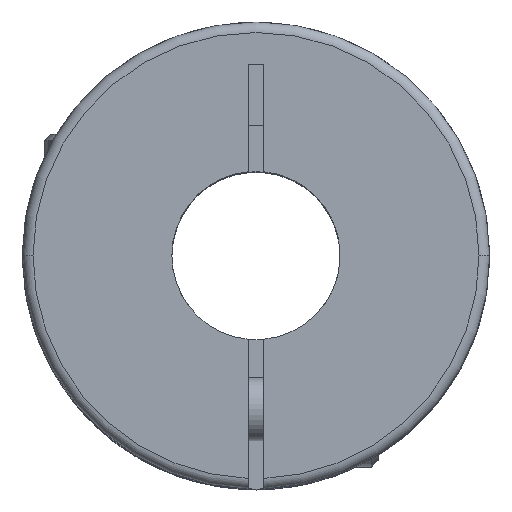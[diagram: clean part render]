
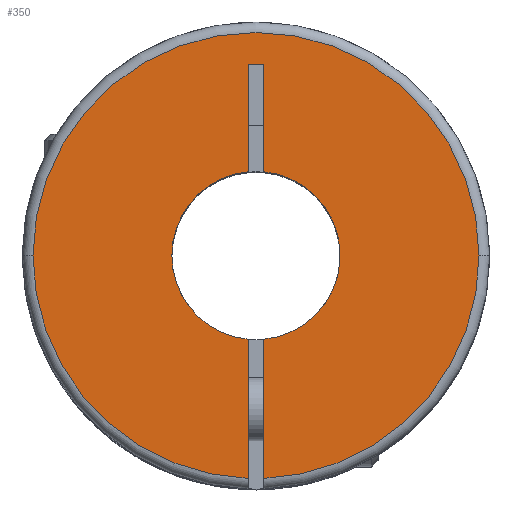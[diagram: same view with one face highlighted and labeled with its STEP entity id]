
A CAD part, top view. The second image highlights one B-rep face of the part: STEP entity #350.
In plain terms, the highlighted planar face has unit normal (0, 0, 1).
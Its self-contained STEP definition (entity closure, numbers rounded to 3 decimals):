
#90 = ORIENTED_EDGE ( 'NONE', *, *, #3167, .T. ) ;
#110 = CARTESIAN_POINT ( 'NONE',  ( -0.375, 9.1, 0. ) ) ;
#121 = VERTEX_POINT ( 'NONE', #769 ) ;
#198 = CARTESIAN_POINT ( 'NONE',  ( 0., 0., 0. ) ) ;
#230 = CIRCLE ( 'NONE', #2105, 10.6 ) ;
#241 = EDGE_CURVE ( 'NONE', #2501, #1259, #1207, .T. ) ;
#253 = PLANE ( 'NONE',  #1602 ) ;
#255 = DIRECTION ( 'NONE',  ( 0., 0., -1. ) ) ;
#289 = DIRECTION ( 'NONE',  ( -1., 0., 0. ) ) ;
#342 = CARTESIAN_POINT ( 'NONE',  ( 0., 0., 0. ) ) ;
#350 = ADVANCED_FACE ( 'NONE', ( #1631 ), #253, .F. ) ;
#407 = CARTESIAN_POINT ( 'NONE',  ( 0.375, 3.982, 0. ) ) ;
#461 = CARTESIAN_POINT ( 'NONE',  ( 0.375, 9.1, 0. ) ) ;
#521 = VERTEX_POINT ( 'NONE', #407 ) ;
#676 = LINE ( 'NONE', #1096, #3747 ) ;
#747 = CARTESIAN_POINT ( 'NONE',  ( 0., 0., 0. ) ) ;
#758 = ORIENTED_EDGE ( 'NONE', *, *, #241, .F. ) ;
#769 = CARTESIAN_POINT ( 'NONE',  ( -10.6, 0., 0. ) ) ;
#929 = DIRECTION ( 'NONE',  ( 0., 0., -1. ) ) ;
#949 = DIRECTION ( 'NONE',  ( 0., 0., -1. ) ) ;
#985 = EDGE_CURVE ( 'NONE', #521, #3791, #676, .T. ) ;
#1096 = CARTESIAN_POINT ( 'NONE',  ( 0.375, -11.1, 0. ) ) ;
#1144 = VECTOR ( 'NONE', #2674, 1000. ) ;
#1207 = LINE ( 'NONE', #3974, #2751 ) ;
#1221 = CARTESIAN_POINT ( 'NONE',  ( 10.6, 0., 0. ) ) ;
#1259 = VERTEX_POINT ( 'NONE', #2782 ) ;
#1374 = VERTEX_POINT ( 'NONE', #2755 ) ;
#1404 = AXIS2_PLACEMENT_3D ( 'NONE', #198, #929, #3310 ) ;
#1423 = EDGE_CURVE ( 'NONE', #121, #4206, #3671, .T. ) ;
#1455 = EDGE_CURVE ( 'NONE', #4206, #2501, #230, .T. ) ;
#1542 = CARTESIAN_POINT ( 'NONE',  ( -0.375, -10.593, 0. ) ) ;
#1560 = EDGE_CURVE ( 'NONE', #2223, #4409, #3384, .T. ) ;
#1599 = CIRCLE ( 'NONE', #3883, 4. ) ;
#1602 = AXIS2_PLACEMENT_3D ( 'NONE', #1701, #949, #4411 ) ;
#1622 = ORIENTED_EDGE ( 'NONE', *, *, #1560, .T. ) ;
#1631 = FACE_OUTER_BOUND ( 'NONE', #3991, .T. ) ;
#1680 = DIRECTION ( 'NONE',  ( 0., 0., -1. ) ) ;
#1701 = CARTESIAN_POINT ( 'NONE',  ( 0., 0., 0. ) ) ;
#1723 = DIRECTION ( 'NONE',  ( -1., 0., 0. ) ) ;
#1748 = AXIS2_PLACEMENT_3D ( 'NONE', #342, #255, #1723 ) ;
#1769 = DIRECTION ( 'NONE',  ( -1., 0., 0. ) ) ;
#1940 = ORIENTED_EDGE ( 'NONE', *, *, #4178, .F. ) ;
#1946 = EDGE_CURVE ( 'NONE', #3279, #2223, #2767, .T. ) ;
#1972 = CARTESIAN_POINT ( 'NONE',  ( 0., 0., 0. ) ) ;
#2005 = LINE ( 'NONE', #3366, #4203 ) ;
#2095 = DIRECTION ( 'NONE',  ( 0., 1., 0. ) ) ;
#2105 = AXIS2_PLACEMENT_3D ( 'NONE', #1972, #1680, #3042 ) ;
#2112 = ORIENTED_EDGE ( 'NONE', *, *, #985, .F. ) ;
#2210 = CARTESIAN_POINT ( 'NONE',  ( 0., 0., 0. ) ) ;
#2222 = DIRECTION ( 'NONE',  ( 0., 0., -1. ) ) ;
#2223 = VERTEX_POINT ( 'NONE', #3772 ) ;
#2260 = ORIENTED_EDGE ( 'NONE', *, *, #3260, .F. ) ;
#2278 = DIRECTION ( 'NONE',  ( 0., 0., -1. ) ) ;
#2485 = DIRECTION ( 'NONE',  ( 0., 0., -1. ) ) ;
#2501 = VERTEX_POINT ( 'NONE', #2548 ) ;
#2515 = ORIENTED_EDGE ( 'NONE', *, *, #1455, .F. ) ;
#2548 = CARTESIAN_POINT ( 'NONE',  ( 0.375, -10.593, 0. ) ) ;
#2567 = CARTESIAN_POINT ( 'NONE',  ( 0., 0., 0. ) ) ;
#2582 = DIRECTION ( 'NONE',  ( 0., 1., 0. ) ) ;
#2674 = DIRECTION ( 'NONE',  ( 0., -1., 0. ) ) ;
#2751 = VECTOR ( 'NONE', #2582, 1000. ) ;
#2755 = CARTESIAN_POINT ( 'NONE',  ( -0.375, 9.1, 0. ) ) ;
#2767 = CIRCLE ( 'NONE', #1404, 4. ) ;
#2782 = CARTESIAN_POINT ( 'NONE',  ( 0.375, -3.982, 0. ) ) ;
#2793 = EDGE_CURVE ( 'NONE', #3791, #1374, #2005, .T. ) ;
#2829 = DIRECTION ( 'NONE',  ( 0., -1., 0. ) ) ;
#2939 = VERTEX_POINT ( 'NONE', #1542 ) ;
#2958 = CARTESIAN_POINT ( 'NONE',  ( -0.375, -3.982, 0. ) ) ;
#3042 = DIRECTION ( 'NONE',  ( -1., 0., 0. ) ) ;
#3065 = EDGE_CURVE ( 'NONE', #3279, #2939, #4246, .T. ) ;
#3167 = EDGE_CURVE ( 'NONE', #521, #1259, #1599, .T. ) ;
#3172 = AXIS2_PLACEMENT_3D ( 'NONE', #747, #2485, #1769 ) ;
#3201 = CIRCLE ( 'NONE', #4045, 10.6 ) ;
#3237 = ORIENTED_EDGE ( 'NONE', *, *, #3065, .F. ) ;
#3260 = EDGE_CURVE ( 'NONE', #1374, #4409, #3939, .T. ) ;
#3279 = VERTEX_POINT ( 'NONE', #2958 ) ;
#3310 = DIRECTION ( 'NONE',  ( -1., 0., 0. ) ) ;
#3339 = ORIENTED_EDGE ( 'NONE', *, *, #1423, .F. ) ;
#3366 = CARTESIAN_POINT ( 'NONE',  ( 0.375, 9.1, 0. ) ) ;
#3384 = CIRCLE ( 'NONE', #3172, 4. ) ;
#3455 = ORIENTED_EDGE ( 'NONE', *, *, #1946, .T. ) ;
#3515 = ORIENTED_EDGE ( 'NONE', *, *, #2793, .F. ) ;
#3585 = DIRECTION ( 'NONE',  ( -1., 0., 0. ) ) ;
#3671 = CIRCLE ( 'NONE', #1748, 10.6 ) ;
#3747 = VECTOR ( 'NONE', #2095, 1000. ) ;
#3772 = CARTESIAN_POINT ( 'NONE',  ( -4., 0., 0. ) ) ;
#3791 = VERTEX_POINT ( 'NONE', #461 ) ;
#3883 = AXIS2_PLACEMENT_3D ( 'NONE', #2567, #2222, #3585 ) ;
#3939 = LINE ( 'NONE', #3983, #1144 ) ;
#3974 = CARTESIAN_POINT ( 'NONE',  ( 0.375, -11.1, 0. ) ) ;
#3983 = CARTESIAN_POINT ( 'NONE',  ( -0.375, 9.1, 0. ) ) ;
#3991 = EDGE_LOOP ( 'NONE', ( #1940, #3237, #3455, #1622, #2260, #3515, #2112, #90, #758, #2515, #3339 ) ) ;
#4045 = AXIS2_PLACEMENT_3D ( 'NONE', #2210, #2278, #4255 ) ;
#4050 = CARTESIAN_POINT ( 'NONE',  ( -0.375, 3.982, 0. ) ) ;
#4178 = EDGE_CURVE ( 'NONE', #2939, #121, #3201, .T. ) ;
#4203 = VECTOR ( 'NONE', #289, 1000. ) ;
#4206 = VERTEX_POINT ( 'NONE', #1221 ) ;
#4214 = VECTOR ( 'NONE', #2829, 1000. ) ;
#4246 = LINE ( 'NONE', #110, #4214 ) ;
#4255 = DIRECTION ( 'NONE',  ( -1., 0., 0. ) ) ;
#4409 = VERTEX_POINT ( 'NONE', #4050 ) ;
#4411 = DIRECTION ( 'NONE',  ( 0., -1., 0. ) ) ;
